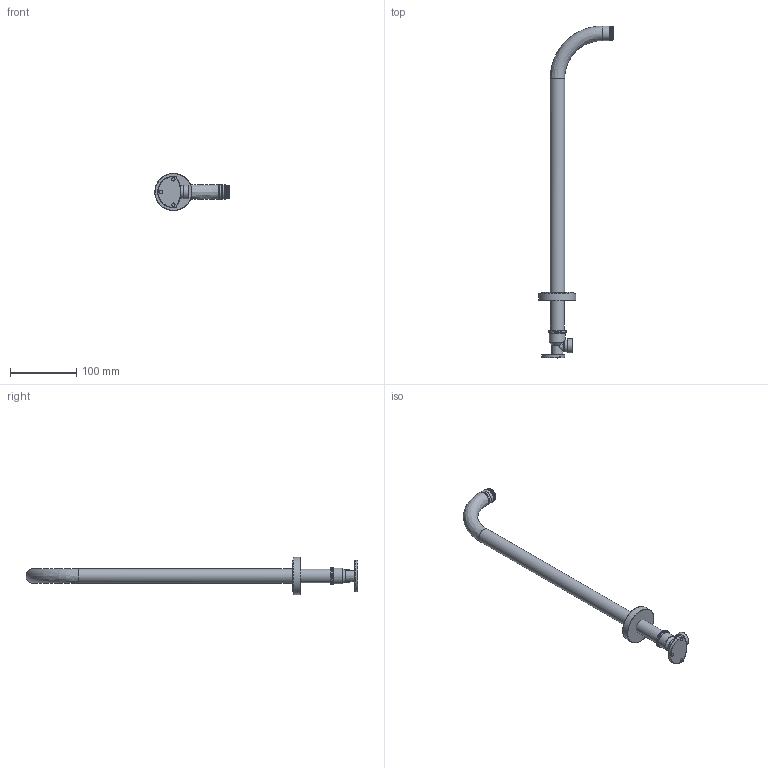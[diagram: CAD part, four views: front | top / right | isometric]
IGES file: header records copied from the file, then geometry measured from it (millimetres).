
Global section: file name: V762; native system: Autodesk Inventor 2016; preprocessor: unknown; author: rclarke; date: 20160411.091933; units: millimetre
Bounding box: 111.97 x 501 x 56 mm (x, y, z)
Volume: 85039.9 mm3; surface area: 86107.6 mm2
Topology: 6 solids, 6 shells, 125 faces, 327 edges, 222 vertices
Faces by surface type: bspline 125
